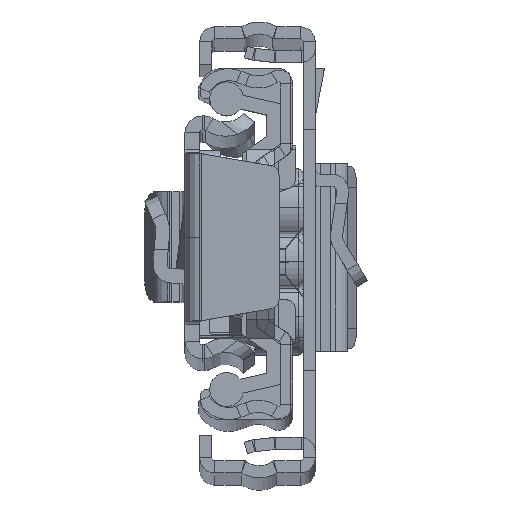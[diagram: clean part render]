
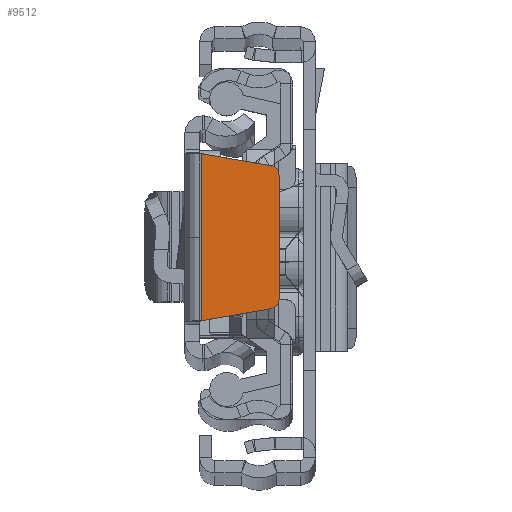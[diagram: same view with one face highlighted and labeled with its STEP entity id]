
A CAD part, top view. The second image highlights one B-rep face of the part: STEP entity #9512.
In plain terms, the highlighted planar face has unit normal (0, 0, 1).
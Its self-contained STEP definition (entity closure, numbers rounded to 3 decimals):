
#189 = AXIS2_PLACEMENT_3D ( 'NONE', #15292, #20363, #16847 ) ;
#310 = ORIENTED_EDGE ( 'NONE', *, *, #17912, .T. ) ;
#447 = EDGE_LOOP ( 'NONE', ( #12379, #15883, #310, #16416, #8976, #13620 ) ) ;
#579 = CARTESIAN_POINT ( 'NONE',  ( 8.568, -7.142, 0. ) ) ;
#724 = VERTEX_POINT ( 'NONE', #4479 ) ;
#1866 = CARTESIAN_POINT ( 'NONE',  ( 8.568, -7.142, 0. ) ) ;
#2058 = DIRECTION ( 'NONE',  ( 0., 1., 0. ) ) ;
#2340 = VERTEX_POINT ( 'NONE', #15833 ) ;
#2372 = DIRECTION ( 'NONE',  ( 0., 0., -1. ) ) ;
#3962 = CARTESIAN_POINT ( 'NONE',  ( 9.4, -6.156, 0. ) ) ;
#4479 = CARTESIAN_POINT ( 'NONE',  ( 1.6, -8.333, 0. ) ) ;
#5405 = CIRCLE ( 'NONE', #19076, 1. ) ;
#5660 = CARTESIAN_POINT ( 'NONE',  ( 8.4, -6.156, 0. ) ) ;
#5989 = FACE_OUTER_BOUND ( 'NONE', #447, .T. ) ;
#6404 = VECTOR ( 'NONE', #2058, 1000. ) ;
#7522 = CARTESIAN_POINT ( 'NONE',  ( 8.4, 6.156, 0. ) ) ;
#7565 = VECTOR ( 'NONE', #15034, 1000. ) ;
#7938 = EDGE_CURVE ( 'NONE', #11274, #17460, #20314, .T. ) ;
#8360 = CARTESIAN_POINT ( 'NONE',  ( 1.5, 8.35, 0. ) ) ;
#8860 = CARTESIAN_POINT ( 'NONE',  ( 9.4, 6.156, 0. ) ) ;
#8976 = ORIENTED_EDGE ( 'NONE', *, *, #19351, .T. ) ;
#9283 = VECTOR ( 'NONE', #13980, 1000. ) ;
#9512 = ADVANCED_FACE ( 'NONE', ( #5989 ), #17629, .F. ) ;
#9888 = AXIS2_PLACEMENT_3D ( 'NONE', #7522, #2372, #17516 ) ;
#10028 = CIRCLE ( 'NONE', #189, 1. ) ;
#10838 = LINE ( 'NONE', #8860, #6404 ) ;
#11274 = VERTEX_POINT ( 'NONE', #17633 ) ;
#12379 = ORIENTED_EDGE ( 'NONE', *, *, #21670, .T. ) ;
#13088 = DIRECTION ( 'NONE',  ( 0., -1., 0. ) ) ;
#13620 = ORIENTED_EDGE ( 'NONE', *, *, #7938, .T. ) ;
#13980 = DIRECTION ( 'NONE',  ( 0.986, 0.168, 0. ) ) ;
#14549 = EDGE_CURVE ( 'NONE', #21451, #2340, #10838, .T. ) ;
#15034 = DIRECTION ( 'NONE',  ( -0.986, 0.168, 0. ) ) ;
#15292 = CARTESIAN_POINT ( 'NONE',  ( 8.4, 6.156, 0. ) ) ;
#15420 = DIRECTION ( 'NONE',  ( 0., 0., 1. ) ) ;
#15833 = CARTESIAN_POINT ( 'NONE',  ( 9.4, 6.156, 0. ) ) ;
#15883 = ORIENTED_EDGE ( 'NONE', *, *, #17119, .T. ) ;
#16364 = LINE ( 'NONE', #18234, #17825 ) ;
#16416 = ORIENTED_EDGE ( 'NONE', *, *, #14549, .T. ) ;
#16847 = DIRECTION ( 'NONE',  ( 1., 0., 0. ) ) ;
#17119 = EDGE_CURVE ( 'NONE', #724, #20190, #17151, .T. ) ;
#17151 = LINE ( 'NONE', #579, #9283 ) ;
#17460 = VERTEX_POINT ( 'NONE', #17649 ) ;
#17516 = DIRECTION ( 'NONE',  ( 1., 0., 0. ) ) ;
#17629 = PLANE ( 'NONE',  #9888 ) ;
#17633 = CARTESIAN_POINT ( 'NONE',  ( 8.568, 7.142, 0. ) ) ;
#17649 = CARTESIAN_POINT ( 'NONE',  ( 1.6, 8.333, 0. ) ) ;
#17825 = VECTOR ( 'NONE', #13088, 1000. ) ;
#17912 = EDGE_CURVE ( 'NONE', #20190, #21451, #5405, .T. ) ;
#18234 = CARTESIAN_POINT ( 'NONE',  ( 1.6, -8.333, 0. ) ) ;
#19076 = AXIS2_PLACEMENT_3D ( 'NONE', #5660, #15420, #19171 ) ;
#19171 = DIRECTION ( 'NONE',  ( 1., 0., 0. ) ) ;
#19351 = EDGE_CURVE ( 'NONE', #2340, #11274, #10028, .T. ) ;
#20190 = VERTEX_POINT ( 'NONE', #1866 ) ;
#20314 = LINE ( 'NONE', #8360, #7565 ) ;
#20363 = DIRECTION ( 'NONE',  ( 0., 0., 1. ) ) ;
#21451 = VERTEX_POINT ( 'NONE', #3962 ) ;
#21670 = EDGE_CURVE ( 'NONE', #17460, #724, #16364, .T. ) ;
